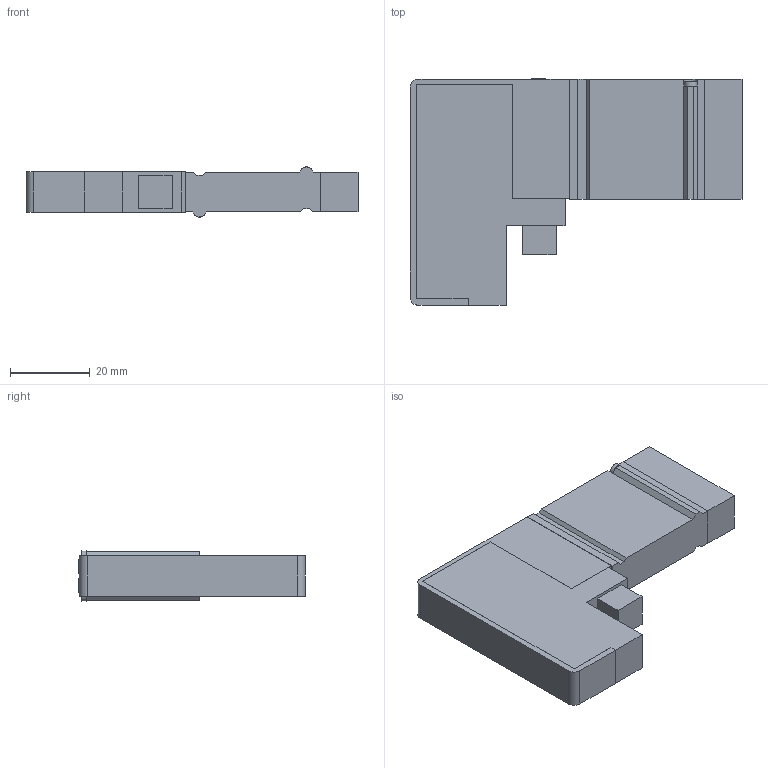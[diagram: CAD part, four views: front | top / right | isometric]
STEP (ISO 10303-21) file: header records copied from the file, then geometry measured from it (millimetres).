
FILE_DESCRIPTION( ( 'STEP AP214' ), '1' );
FILE_NAME( 'SY3200-5U1.stp', '2020-04-10T08:07:17', ( 'License CC BY-ND 4.0' ), ( 'CADENAS' ), ' ', 'PARTsolutions', ' ' );
FILE_SCHEMA( ( 'AUTOMOTIVE_DESIGN { 1 0 10303 214 1 1 1 1 }' ) );
Length unit declared in the file: millimetre
Products named in the file (1): _SY3200-5U1
Bounding box: 83.2 x 56.7 x 12.6 mm (x, y, z)
Volume: 33311.2 mm3; surface area: 9697.1 mm2
Topology: 1 solids, 1 shells, 86 faces, 220 edges, 141 vertices
Faces by surface type: plane 76, cylinder 10
Full cylindrical faces by diameter (mm): 1.2 x2, 3.2 x2, 3.5 x2
Entity records: 3176 total; most frequent: CARTESIAN_POINT 432, ORIENTED_EDGE 416, DIRECTION 410, EDGE_CURVE 208, LINE 176, VECTOR 176, VERTEX_POINT 135, AXIS2_PLACEMENT_3D 117
